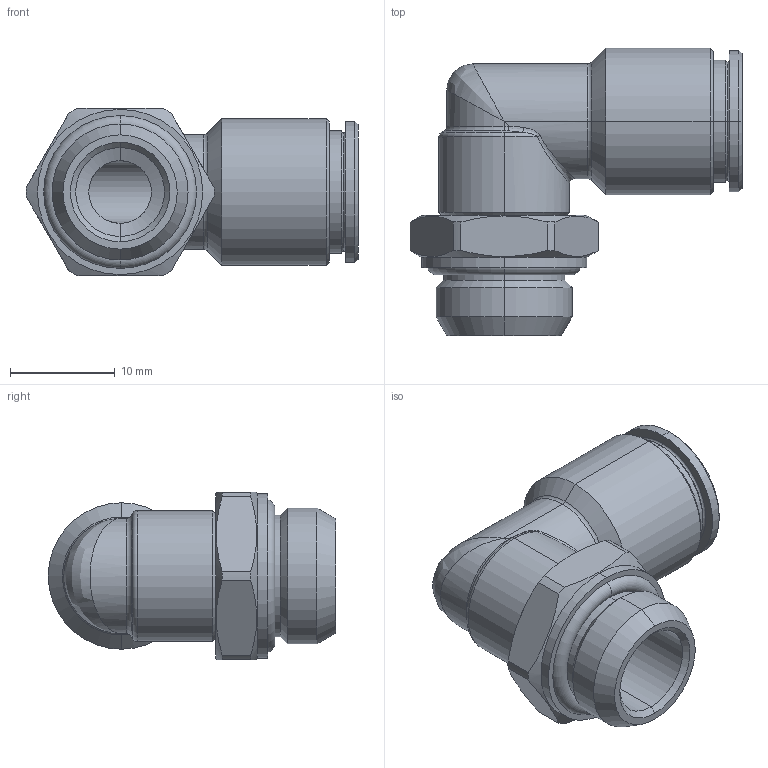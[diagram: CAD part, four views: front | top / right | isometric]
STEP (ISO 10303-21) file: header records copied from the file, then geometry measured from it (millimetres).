
FILE_DESCRIPTION (( 'STEP AP203' ), '1' );
FILE_NAME ('X0060042.STEP', '2011-10-21T07:55:32', ( '' ), ( 'sopra-pneumatic' ), 'SwSTEP 2.0', 'SolidWorks 2011', '' );
FILE_SCHEMA (( 'CONFIG_CONTROL_DESIGN' ));
Length unit declared in the file: millimetre
Products named in the file (1): X0060042
Bounding box: 31.75 x 27.5 x 16 mm (x, y, z)
Volume: 3873.2 mm3; surface area: 3250.4 mm2
Topology: 1 solids, 1 shells, 95 faces, 210 edges, 119 vertices
Faces by surface type: cylinder 35, cone 27, torus 14, plane 13, bspline 6
Entity records: 3146 total; most frequent: CARTESIAN_POINT 1018, DIRECTION 456, ORIENTED_EDGE 416, EDGE_CURVE 208, AXIS2_PLACEMENT_3D 195, VERTEX_POINT 119, CIRCLE 105, EDGE_LOOP 101
